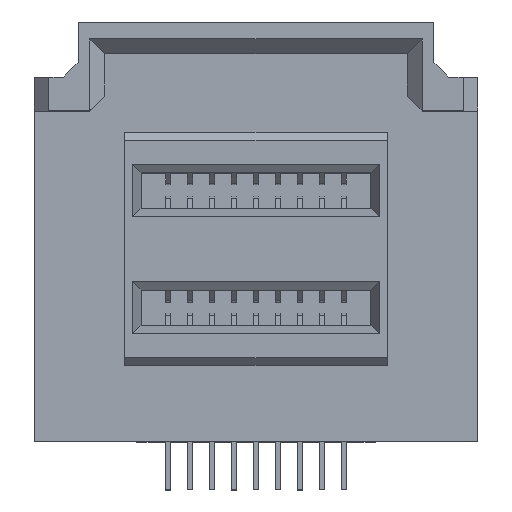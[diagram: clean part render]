
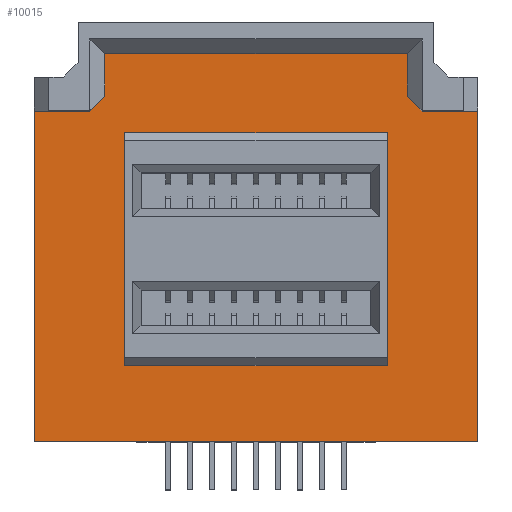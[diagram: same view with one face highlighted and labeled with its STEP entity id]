
A CAD part, top view. The second image highlights one B-rep face of the part: STEP entity #10015.
In plain terms, the highlighted planar face has unit normal (0, 0, 1).
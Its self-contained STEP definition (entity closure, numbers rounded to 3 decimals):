
#138=DIRECTION('',(0.,-1.,0.));
#139=VECTOR('',#138,11.27);
#140=CARTESIAN_POINT('',(-7.575,4.72,-6.58));
#141=LINE('',#140,#139);
#338=DIRECTION('',(1.,0.,0.));
#339=VECTOR('',#338,15.15);
#340=CARTESIAN_POINT('',(-7.575,-6.55,-6.58));
#341=LINE('',#340,#339);
#1994=DIRECTION('',(1.,0.,0.));
#1995=VECTOR('',#1994,1.905);
#1996=CARTESIAN_POINT('',(-7.575,4.72,-6.58));
#1997=LINE('',#1996,#1995);
#1998=DIRECTION('',(0.,-1.,0.));
#1999=VECTOR('',#1998,1.45);
#2000=CARTESIAN_POINT('',(-5.17,6.67,-6.58));
#2001=LINE('',#2000,#1999);
#2002=DIRECTION('',(-1.,0.,0.));
#2003=VECTOR('',#2002,10.34);
#2004=CARTESIAN_POINT('',(5.17,6.67,-6.58));
#2005=LINE('',#2004,#2003);
#2006=DIRECTION('',(0.,1.,0.));
#2007=VECTOR('',#2006,1.45);
#2008=CARTESIAN_POINT('',(5.17,5.22,-6.58));
#2009=LINE('',#2008,#2007);
#2010=DIRECTION('',(1.,0.,0.));
#2011=VECTOR('',#2010,1.905);
#2012=CARTESIAN_POINT('',(5.67,4.72,-6.58));
#2013=LINE('',#2012,#2011);
#2014=DIRECTION('',(1.,0.,0.));
#2015=VECTOR('',#2014,8.95);
#2016=CARTESIAN_POINT('',(-4.475,-3.97,-6.58));
#2017=LINE('',#2016,#2015);
#2018=DIRECTION('',(0.,1.,0.));
#2019=VECTOR('',#2018,7.94);
#2020=CARTESIAN_POINT('',(4.475,-3.97,-6.58));
#2021=LINE('',#2020,#2019);
#2022=DIRECTION('',(-1.,0.,0.));
#2023=VECTOR('',#2022,8.95);
#2024=CARTESIAN_POINT('',(4.475,3.97,-6.58));
#2025=LINE('',#2024,#2023);
#2026=DIRECTION('',(0.,-1.,0.));
#2027=VECTOR('',#2026,7.94);
#2028=CARTESIAN_POINT('',(-4.475,3.97,-6.58));
#2029=LINE('',#2028,#2027);
#2062=DIRECTION('',(-0.707,0.707,0.));
#2063=VECTOR('',#2062,0.707);
#2064=CARTESIAN_POINT('',(5.67,4.72,-6.58));
#2065=LINE('',#2064,#2063);
#2250=DIRECTION('',(-0.707,-0.707,0.));
#2251=VECTOR('',#2250,0.707);
#2252=CARTESIAN_POINT('',(-5.17,5.22,-6.58));
#2253=LINE('',#2252,#2251);
#2294=DIRECTION('',(0.,-1.,0.));
#2295=VECTOR('',#2294,11.27);
#2296=CARTESIAN_POINT('',(7.575,4.72,-6.58));
#2297=LINE('',#2296,#2295);
#5970=CARTESIAN_POINT('',(-7.575,-6.55,-6.58));
#5972=VERTEX_POINT('',#5970);
#5974=CARTESIAN_POINT('',(7.575,-6.55,-6.58));
#5976=VERTEX_POINT('',#5974);
#6066=CARTESIAN_POINT('',(-7.575,4.72,-6.58));
#6068=VERTEX_POINT('',#6066);
#6070=CARTESIAN_POINT('',(7.575,4.72,-6.58));
#6072=VERTEX_POINT('',#6070);
#6130=CARTESIAN_POINT('',(-4.475,-3.97,-6.58));
#6131=VERTEX_POINT('',#6130);
#6132=CARTESIAN_POINT('',(4.475,-3.97,-6.58));
#6133=VERTEX_POINT('',#6132);
#6134=CARTESIAN_POINT('',(4.475,3.97,-6.58));
#6135=VERTEX_POINT('',#6134);
#6136=CARTESIAN_POINT('',(-4.475,3.97,-6.58));
#6137=VERTEX_POINT('',#6136);
#6166=CARTESIAN_POINT('',(5.17,6.67,-6.58));
#6167=CARTESIAN_POINT('',(-5.17,6.67,-6.58));
#6168=VERTEX_POINT('',#6166);
#6169=VERTEX_POINT('',#6167);
#6171=CARTESIAN_POINT('',(5.17,5.22,-6.58));
#6173=VERTEX_POINT('',#6171);
#6175=CARTESIAN_POINT('',(5.67,4.72,-6.58));
#6177=VERTEX_POINT('',#6175);
#6190=CARTESIAN_POINT('',(-5.67,4.72,-6.58));
#6191=VERTEX_POINT('',#6190);
#6192=CARTESIAN_POINT('',(-5.17,5.22,-6.58));
#6193=VERTEX_POINT('',#6192);
#9980=CARTESIAN_POINT('',(-7.575,4.72,-6.58));
#9981=DIRECTION('',(0.,0.,1.));
#9982=DIRECTION('',(0.,-1.,0.));
#9983=AXIS2_PLACEMENT_3D('',#9980,#9981,#9982);
#9984=PLANE('',#9983);
#9986=ORIENTED_EDGE('',*,*,#9985,.T.);
#9988=ORIENTED_EDGE('',*,*,#9987,.F.);
#9990=ORIENTED_EDGE('',*,*,#9989,.F.);
#9992=ORIENTED_EDGE('',*,*,#9991,.F.);
#9994=ORIENTED_EDGE('',*,*,#9993,.F.);
#9996=ORIENTED_EDGE('',*,*,#9995,.F.);
#9998=ORIENTED_EDGE('',*,*,#9997,.T.);
#10000=ORIENTED_EDGE('',*,*,#9999,.T.);
#10001=ORIENTED_EDGE('',*,*,#8024,.F.);
#10002=ORIENTED_EDGE('',*,*,#7816,.F.);
#10003=EDGE_LOOP('',(#9986,#9988,#9990,#9992,#9994,#9996,#9998,#10000,#10001,
#10002));
#10004=FACE_OUTER_BOUND('',#10003,.F.);
#10006=ORIENTED_EDGE('',*,*,#10005,.T.);
#10008=ORIENTED_EDGE('',*,*,#10007,.T.);
#10010=ORIENTED_EDGE('',*,*,#10009,.T.);
#10012=ORIENTED_EDGE('',*,*,#10011,.T.);
#10013=EDGE_LOOP('',(#10006,#10008,#10010,#10012));
#10014=FACE_BOUND('',#10013,.F.);
#7816=EDGE_CURVE('',#6068,#5972,#141,.T.);
#8024=EDGE_CURVE('',#5972,#5976,#341,.T.);
#9985=EDGE_CURVE('',#6068,#6191,#1997,.T.);
#9987=EDGE_CURVE('',#6193,#6191,#2253,.T.);
#9989=EDGE_CURVE('',#6169,#6193,#2001,.T.);
#9991=EDGE_CURVE('',#6168,#6169,#2005,.T.);
#9993=EDGE_CURVE('',#6173,#6168,#2009,.T.);
#9995=EDGE_CURVE('',#6177,#6173,#2065,.T.);
#9997=EDGE_CURVE('',#6177,#6072,#2013,.T.);
#9999=EDGE_CURVE('',#6072,#5976,#2297,.T.);
#10005=EDGE_CURVE('',#6131,#6133,#2017,.T.);
#10007=EDGE_CURVE('',#6133,#6135,#2021,.T.);
#10009=EDGE_CURVE('',#6135,#6137,#2025,.T.);
#10011=EDGE_CURVE('',#6137,#6131,#2029,.T.);
#10015=ADVANCED_FACE('',(#10004,#10014),#9984,.T.);
